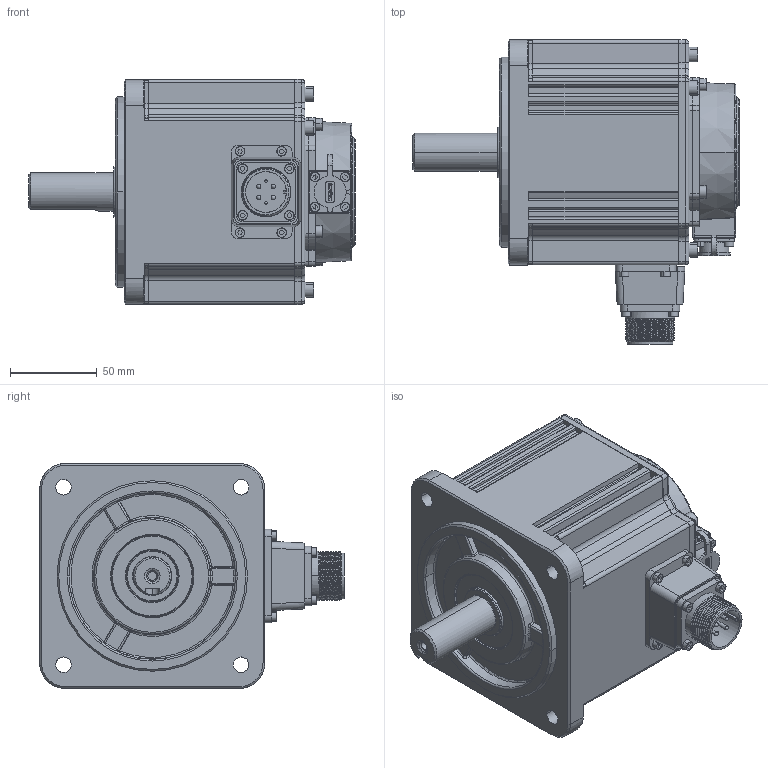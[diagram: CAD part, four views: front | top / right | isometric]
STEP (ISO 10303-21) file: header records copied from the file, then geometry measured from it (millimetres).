
FILE_DESCRIPTION (( 'STEP AP203' ), '1' );
FILE_NAME ('MS6G-130CN20B2-41P5.STEP', '2023-10-30T07:38:32', ( '' ), ( '' ), 'SwSTEP 2.0', 'SolidWorks 2022', '' );
FILE_SCHEMA (( 'CONFIG_CONTROL_DESIGN' ));
Length unit declared in the file: millimetre
Products named in the file (1): MS6G-130CN20B2-41P5
Bounding box: 188.5 x 175.9 x 130 mm (x, y, z)
Surface area: 130134.2 mm2 (no closed solid volume)
Topology: 0 solids, 36 shells, 860 faces, 2892 edges, 2035 vertices
Faces by surface type: plane 364, cylinder 276, torus 92, bspline 73, cone 55
Entity records: 38145 total; most frequent: CARTESIAN_POINT 14069, ORIENTED_EDGE 4826, DIRECTION 4771, EDGE_CURVE 2870, VERTEX_POINT 2035, AXIS2_PLACEMENT_3D 1724, LINE 1323, VECTOR 1323
